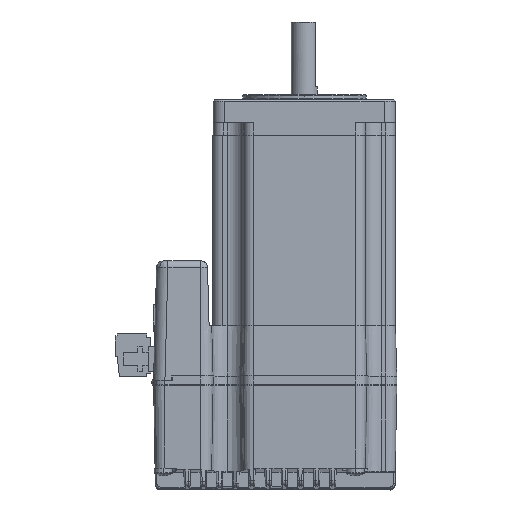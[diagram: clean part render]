
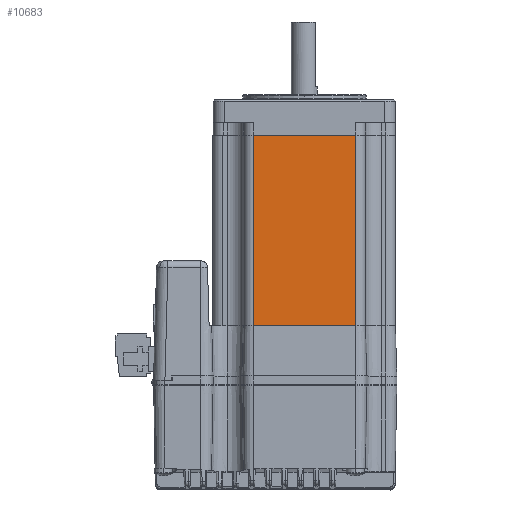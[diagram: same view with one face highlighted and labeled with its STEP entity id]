
A CAD part, top view. The second image highlights one B-rep face of the part: STEP entity #10683.
In plain terms, the highlighted planar face has unit normal (0, 0, 1).
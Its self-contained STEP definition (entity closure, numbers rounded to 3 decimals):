
#3926=DIRECTION('',(0.,-1.,0.));
#3927=VECTOR('',#3926,58.8);
#3928=CARTESIAN_POINT('',(16.105,10.823,33.007));
#3929=LINE('',#3928,#3927);
#3935=DIRECTION('',(1.,0.,0.));
#3936=VECTOR('',#3935,31.6);
#3937=CARTESIAN_POINT('',(-15.495,10.823,33.007));
#3938=LINE('',#3937,#3936);
#7110=DIRECTION('',(1.,0.,0.));
#7111=VECTOR('',#7110,31.6);
#7112=CARTESIAN_POINT('',(-15.495,-47.977,
33.007));
#7113=LINE('',#7112,#7111);
#7114=DIRECTION('',(0.,1.,0.));
#7115=VECTOR('',#7114,58.8);
#7116=CARTESIAN_POINT('',(-15.495,-47.977,
33.007));
#7117=LINE('',#7116,#7115);
#8501=CARTESIAN_POINT('',(-15.495,-47.977,
33.007));
#8503=VERTEX_POINT('',#8501);
#8531=CARTESIAN_POINT('',(-15.495,10.823,33.007));
#8532=VERTEX_POINT('',#8531);
#8551=CARTESIAN_POINT('',(16.105,10.823,33.007));
#8553=VERTEX_POINT('',#8551);
#8583=CARTESIAN_POINT('',(16.105,-47.977,33.007));
#8584=VERTEX_POINT('',#8583);
#10671=CARTESIAN_POINT('',(16.105,-47.977,
33.007));
#10672=DIRECTION('',(0.,0.,-1.));
#10673=DIRECTION('',(0.,1.,0.));
#10674=AXIS2_PLACEMENT_3D('',#10671,#10672,#10673);
#10675=PLANE('',#10674);
#10676=ORIENTED_EDGE('',*,*,#9644,.T.);
#10677=ORIENTED_EDGE('',*,*,#9633,.T.);
#10678=ORIENTED_EDGE('',*,*,#8640,.F.);
#10680=ORIENTED_EDGE('',*,*,#10679,.T.);
#10681=EDGE_LOOP('',(#10676,#10677,#10678,#10680));
#10682=FACE_OUTER_BOUND('',#10681,.F.);
#10683=ADVANCED_FACE('',(#10682),#10675,.F.);
#8640=EDGE_CURVE('',#8503,#8584,#7113,.T.);
#9633=EDGE_CURVE('',#8553,#8584,#3929,.T.);
#9644=EDGE_CURVE('',#8532,#8553,#3938,.T.);
#10679=EDGE_CURVE('',#8503,#8532,#7117,.T.);
